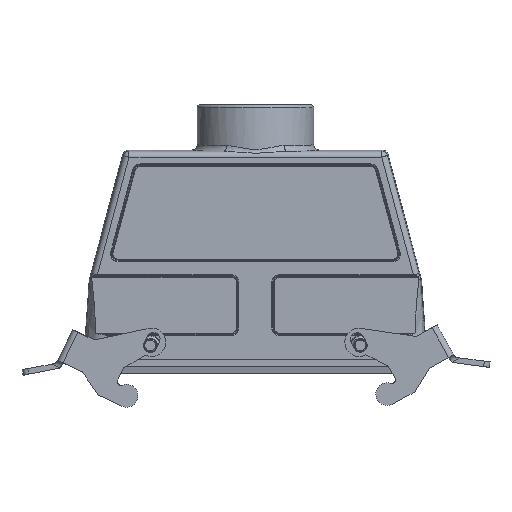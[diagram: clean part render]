
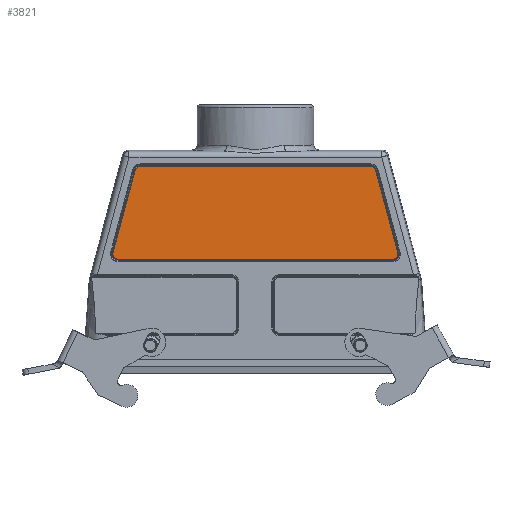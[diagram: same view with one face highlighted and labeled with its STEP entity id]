
A CAD part, front view. The second image highlights one B-rep face of the part: STEP entity #3821.
In plain terms, the highlighted planar face has unit normal (0, -1, 0).
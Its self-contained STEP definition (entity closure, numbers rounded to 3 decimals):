
#3746=CARTESIAN_POINT('',(0.0,-20.3,0.0));
#3747=DIRECTION('',(0.0,-1.0,0.0));
#3748=DIRECTION('',(0.0,0.0,-1.0));
#3749=AXIS2_PLACEMENT_3D('',#3746,#3747,#3748);
#3750=PLANE('',#3749);
#3751=CARTESIAN_POINT('',(-48.324,-20.3,28.497));
#3752=VERTEX_POINT('',#3751);
#3753=CARTESIAN_POINT('',(48.324,-20.3,28.497));
#3754=VERTEX_POINT('',#3753);
#3755=CARTESIAN_POINT('',(-48.324,-20.3,28.497));
#3756=DIRECTION('',(1.0,0.0,0.0));
#3757=VECTOR('',#3756,96.648);
#3758=LINE('',#3755,#3757);
#3759=EDGE_CURVE('',#3752,#3754,#3758,.T.);
#3760=ORIENTED_EDGE('',*,*,#3759,.T.);
#3761=CARTESIAN_POINT('',(50.114,-20.3,30.83));
#3762=VERTEX_POINT('',#3761);
#3763=CARTESIAN_POINT('',(48.324,-20.3,30.35));
#3764=DIRECTION('',(0.0,-1.0,0.0));
#3765=DIRECTION('',(0.0,0.0,-1.0));
#3766=AXIS2_PLACEMENT_3D('',#3763,#3764,#3765);
#3767=CIRCLE('',#3766,1.853);
#3768=EDGE_CURVE('',#3754,#3762,#3767,.T.);
#3769=ORIENTED_EDGE('',*,*,#3768,.T.);
#3770=CARTESIAN_POINT('',(42.343,-20.3,59.83));
#3771=VERTEX_POINT('',#3770);
#3772=CARTESIAN_POINT('',(50.114,-20.3,30.83));
#3773=DIRECTION('',(-0.259,0.0,0.966));
#3774=VECTOR('',#3773,30.023);
#3775=LINE('',#3772,#3774);
#3776=EDGE_CURVE('',#3762,#3771,#3775,.T.);
#3777=ORIENTED_EDGE('',*,*,#3776,.T.);
#3778=CARTESIAN_POINT('',(40.553,-20.3,61.203));
#3779=VERTEX_POINT('',#3778);
#3780=CARTESIAN_POINT('',(40.553,-20.3,59.35));
#3781=DIRECTION('',(0.0,-1.0,0.0));
#3782=DIRECTION('',(0.0,0.0,-1.0));
#3783=AXIS2_PLACEMENT_3D('',#3780,#3781,#3782);
#3784=CIRCLE('',#3783,1.853);
#3785=EDGE_CURVE('',#3771,#3779,#3784,.T.);
#3786=ORIENTED_EDGE('',*,*,#3785,.T.);
#3787=CARTESIAN_POINT('',(-40.553,-20.3,61.203));
#3788=VERTEX_POINT('',#3787);
#3789=CARTESIAN_POINT('',(40.553,-20.3,61.203));
#3790=DIRECTION('',(-1.0,0.0,0.0));
#3791=VECTOR('',#3790,81.107);
#3792=LINE('',#3789,#3791);
#3793=EDGE_CURVE('',#3779,#3788,#3792,.T.);
#3794=ORIENTED_EDGE('',*,*,#3793,.T.);
#3795=CARTESIAN_POINT('',(-42.343,-20.3,59.83));
#3796=VERTEX_POINT('',#3795);
#3797=CARTESIAN_POINT('',(-40.553,-20.3,59.35));
#3798=DIRECTION('',(0.0,-1.0,0.0));
#3799=DIRECTION('',(0.0,0.0,-1.0));
#3800=AXIS2_PLACEMENT_3D('',#3797,#3798,#3799);
#3801=CIRCLE('',#3800,1.853);
#3802=EDGE_CURVE('',#3788,#3796,#3801,.T.);
#3803=ORIENTED_EDGE('',*,*,#3802,.T.);
#3804=CARTESIAN_POINT('',(-50.114,-20.3,30.83));
#3805=VERTEX_POINT('',#3804);
#3806=CARTESIAN_POINT('',(-42.343,-20.3,59.83));
#3807=DIRECTION('',(-0.259,0.0,-0.966));
#3808=VECTOR('',#3807,30.023);
#3809=LINE('',#3806,#3808);
#3810=EDGE_CURVE('',#3796,#3805,#3809,.T.);
#3811=ORIENTED_EDGE('',*,*,#3810,.T.);
#3812=CARTESIAN_POINT('',(-48.324,-20.3,30.35));
#3813=DIRECTION('',(0.0,-1.0,0.0));
#3814=DIRECTION('',(0.0,0.0,-1.0));
#3815=AXIS2_PLACEMENT_3D('',#3812,#3813,#3814);
#3816=CIRCLE('',#3815,1.853);
#3817=EDGE_CURVE('',#3805,#3752,#3816,.T.);
#3818=ORIENTED_EDGE('',*,*,#3817,.T.);
#3819=EDGE_LOOP('',(#3760,#3769,#3777,#3786,#3794,#3803,#3811,#3818));
#3820=FACE_OUTER_BOUND('',#3819,.T.);
#3821=ADVANCED_FACE('',(#3820),#3750,.T.);
